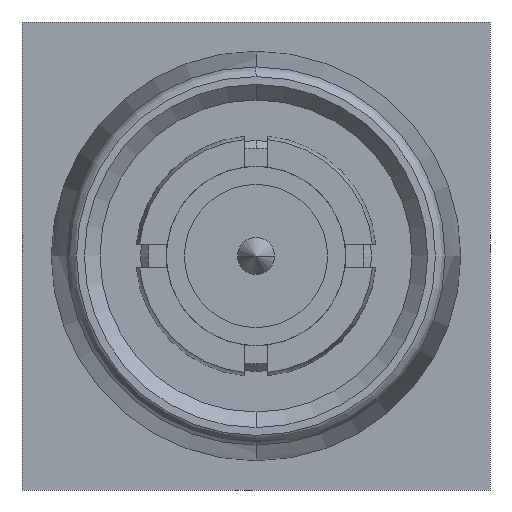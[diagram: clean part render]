
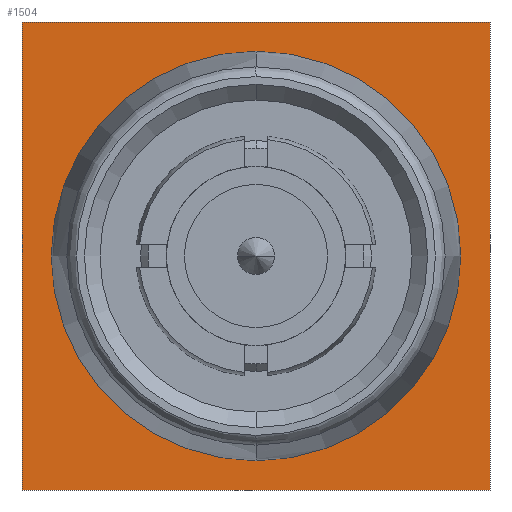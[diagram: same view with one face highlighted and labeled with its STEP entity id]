
A CAD part, front view. The second image highlights one B-rep face of the part: STEP entity #1504.
In plain terms, the highlighted planar face has unit normal (0, -1, 0).
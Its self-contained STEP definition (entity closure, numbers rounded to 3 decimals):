
#137=CARTESIAN_POINT('',(0.,3.65,0.));
#138=DIRECTION('',(0.,1.,0.));
#139=DIRECTION('',(0.,0.,-1.));
#140=AXIS2_PLACEMENT_3D('',#137,#138,#139);
#147=DIRECTION('',(0.,0.,1.));
#148=VECTOR('',#147,6.);
#149=CARTESIAN_POINT('',(-3.,3.65,-3.));
#150=LINE('',#149,#148);
#151=DIRECTION('',(1.,0.,0.));
#152=VECTOR('',#151,6.);
#153=CARTESIAN_POINT('',(-3.,3.65,3.));
#154=LINE('',#153,#152);
#155=DIRECTION('',(0.,0.,-1.));
#156=VECTOR('',#155,6.);
#157=CARTESIAN_POINT('',(3.,3.65,3.));
#158=LINE('',#157,#156);
#159=DIRECTION('',(-1.,0.,0.));
#160=VECTOR('',#159,6.);
#161=CARTESIAN_POINT('',(3.,3.65,-3.));
#162=LINE('',#161,#160);
#425=CARTESIAN_POINT('',(0.,3.65,0.));
#426=DIRECTION('',(0.,1.,0.));
#427=DIRECTION('',(0.,0.,1.));
#428=AXIS2_PLACEMENT_3D('',#425,#426,#427);
#995=CARTESIAN_POINT('',(-3.,3.65,-3.));
#996=CARTESIAN_POINT('',(-3.,3.65,3.));
#997=VERTEX_POINT('',#995);
#998=VERTEX_POINT('',#996);
#999=CARTESIAN_POINT('',(3.,3.65,3.));
#1000=VERTEX_POINT('',#999);
#1001=CARTESIAN_POINT('',(3.,3.65,-3.));
#1002=VERTEX_POINT('',#1001);
#1011=CARTESIAN_POINT('',(0.,3.65,-2.35));
#1012=CARTESIAN_POINT('',(0.,3.65,2.35));
#1013=VERTEX_POINT('',#1011);
#1014=VERTEX_POINT('',#1012);
#1484=CARTESIAN_POINT('',(0.,3.65,0.));
#1485=DIRECTION('',(0.,1.,0.));
#1486=DIRECTION('',(1.,0.,0.));
#1487=AXIS2_PLACEMENT_3D('',#1484,#1485,#1486);
#1488=PLANE('',#1487);
#1490=ORIENTED_EDGE('',*,*,#1489,.T.);
#1492=ORIENTED_EDGE('',*,*,#1491,.T.);
#1494=ORIENTED_EDGE('',*,*,#1493,.T.);
#1496=ORIENTED_EDGE('',*,*,#1495,.T.);
#1497=EDGE_LOOP('',(#1490,#1492,#1494,#1496));
#1498=FACE_OUTER_BOUND('',#1497,.F.);
#1499=ORIENTED_EDGE('',*,*,#1474,.F.);
#1501=ORIENTED_EDGE('',*,*,#1500,.F.);
#1502=EDGE_LOOP('',(#1499,#1501));
#1503=FACE_BOUND('',#1502,.F.);
#141=CIRCLE('',#140,2.35);
#429=CIRCLE('',#428,2.35);
#1474=EDGE_CURVE('',#1013,#1014,#141,.T.);
#1489=EDGE_CURVE('',#997,#998,#150,.T.);
#1491=EDGE_CURVE('',#998,#1000,#154,.T.);
#1493=EDGE_CURVE('',#1000,#1002,#158,.T.);
#1495=EDGE_CURVE('',#1002,#997,#162,.T.);
#1500=EDGE_CURVE('',#1014,#1013,#429,.T.);
#1504=ADVANCED_FACE('',(#1498,#1503),#1488,.F.);
